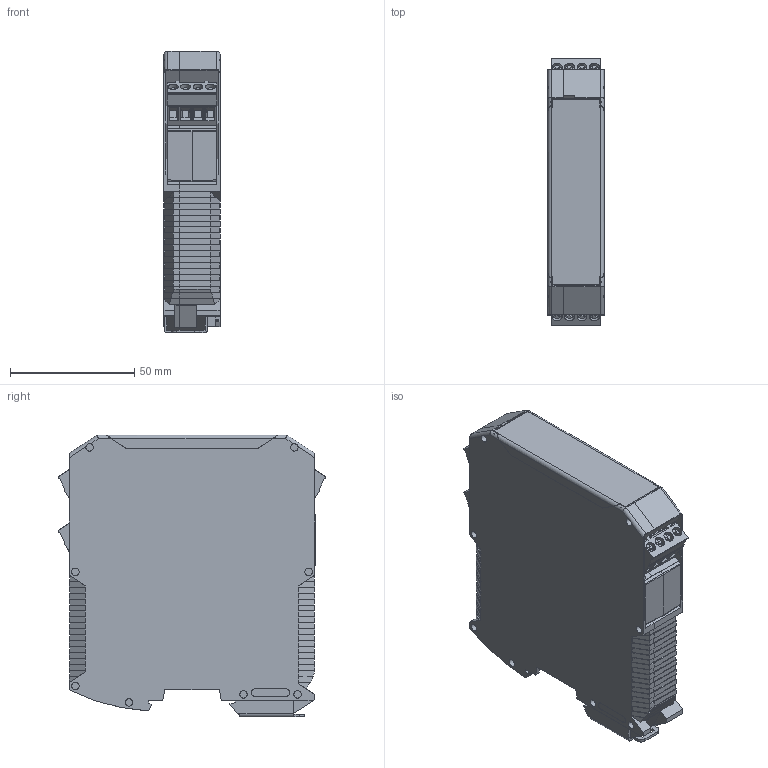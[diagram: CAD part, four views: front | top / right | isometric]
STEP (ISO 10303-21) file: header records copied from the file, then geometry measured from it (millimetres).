
FILE_DESCRIPTION (( 'STEP AP214' ), '1' );
FILE_NAME ('MOSAIC-MO4L.STEP', '2021-08-27T18:47:02', ( '' ), ( '' ), 'SwSTEP 2.0', 'SolidWorks 2021', '' );
FILE_SCHEMA (( 'AUTOMOTIVE_DESIGN' ));
Length unit declared in the file: inch
Products named in the file (1): MOSAIC-MO4L
Bounding box: 22.61 x 107.95 x 113.6 mm (x, y, z)
Volume: 54953.6 mm3; surface area: 74725.9 mm2
Topology: 9 solids, 9 shells, 1635 faces, 4436 edges, 2911 vertices
Faces by surface type: plane 1408, cylinder 224, bspline 2, cone 1
Full cylindrical faces by diameter (mm): 1.35 x2, 1.4 x16, 1.6 x1, 2.8 x13, 3 x21, 3.796 x12, 4 x12, 4.5 x1
Entity records: 71535 total; most frequent: CARTESIAN_POINT 9256, ORIENTED_EDGE 8672, DIRECTION 7941, EDGE_CURVE 4336, LINE 3819, VECTOR 3819, VERTEX_POINT 2892, AXIS2_PLACEMENT_3D 2061
